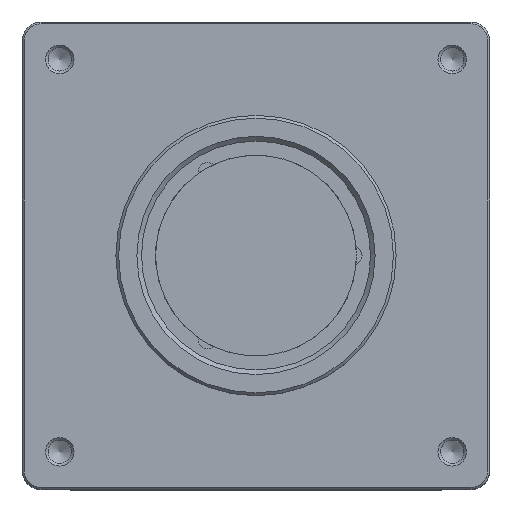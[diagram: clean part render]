
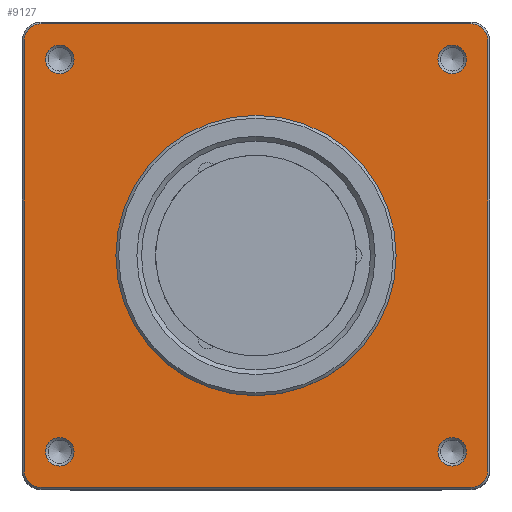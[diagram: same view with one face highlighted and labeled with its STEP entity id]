
A CAD part, top view. The second image highlights one B-rep face of the part: STEP entity #9127.
In plain terms, the highlighted planar face has unit normal (0, 0, 1).
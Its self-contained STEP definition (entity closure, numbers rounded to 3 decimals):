
#376 = EDGE_LOOP ( 'NONE', ( #15824 ) ) ;
#670 = EDGE_CURVE ( 'NONE', #99955, #78977, #92394, .T. ) ;
#1221 = AXIS2_PLACEMENT_3D ( 'NONE', #49179, #64505, #25306 ) ;
#2221 = ORIENTED_EDGE ( 'NONE', *, *, #13584, .F. ) ;
#5090 = CARTESIAN_POINT ( 'NONE',  ( 23., 24.8, 10. ) ) ;
#5584 = VERTEX_POINT ( 'NONE', #23949 ) ;
#5686 = LINE ( 'NONE', #45972, #103089 ) ;
#6001 = DIRECTION ( 'NONE',  ( 0., 0., 1. ) ) ;
#6683 = CARTESIAN_POINT ( 'NONE',  ( -23., 23., 10. ) ) ;
#7350 = DIRECTION ( 'NONE',  ( 1., 0., 0. ) ) ;
#7610 = DIRECTION ( 'NONE',  ( 0., 0., 1. ) ) ;
#7869 = CARTESIAN_POINT ( 'NONE',  ( 21., 21., 10. ) ) ;
#8285 = ORIENTED_EDGE ( 'NONE', *, *, #66200, .F. ) ;
#8933 = FACE_BOUND ( 'NONE', #68794, .T. ) ;
#9127 = ADVANCED_FACE ( 'NONE', ( #33253, #32195, #25811, #8933, #65549, #80925 ), #74519, .F. ) ;
#9802 = EDGE_LOOP ( 'NONE', ( #2221 ) ) ;
#12272 = CIRCLE ( 'NONE', #41164, 1.8 ) ;
#13075 = AXIS2_PLACEMENT_3D ( 'NONE', #39644, #41755, #73924 ) ;
#13584 = EDGE_CURVE ( 'NONE', #91655, #91655, #51891, .T. ) ;
#14771 = DIRECTION ( 'NONE',  ( 1., 0., 0. ) ) ;
#15235 = CIRCLE ( 'NONE', #74420, 1.525 ) ;
#15824 = ORIENTED_EDGE ( 'NONE', *, *, #51115, .F. ) ;
#16568 = CIRCLE ( 'NONE', #57212, 1.525 ) ;
#16571 = CARTESIAN_POINT ( 'NONE',  ( -23., -24.8, 10. ) ) ;
#17318 = DIRECTION ( 'NONE',  ( 0., 0., 1. ) ) ;
#18059 = DIRECTION ( 'NONE',  ( 0., 1., 0. ) ) ;
#20690 = CARTESIAN_POINT ( 'NONE',  ( -19.475, 21., 10. ) ) ;
#22433 = EDGE_CURVE ( 'NONE', #67867, #67867, #23953, .T. ) ;
#22528 = CARTESIAN_POINT ( 'NONE',  ( -21., 21., 10. ) ) ;
#22529 = DIRECTION ( 'NONE',  ( 0., 0., 1. ) ) ;
#22556 = DIRECTION ( 'NONE',  ( 0., -1., 0. ) ) ;
#23338 = ORIENTED_EDGE ( 'NONE', *, *, #670, .T. ) ;
#23569 = CARTESIAN_POINT ( 'NONE',  ( -23., 24.8, 10. ) ) ;
#23576 = DIRECTION ( 'NONE',  ( 0., 0., 1. ) ) ;
#23949 = CARTESIAN_POINT ( 'NONE',  ( -24.8, -23., 10. ) ) ;
#23953 = CIRCLE ( 'NONE', #84836, 1.525 ) ;
#24110 = VECTOR ( 'NONE', #18059, 1000. ) ;
#25098 = CARTESIAN_POINT ( 'NONE',  ( 23., -24.8, 10. ) ) ;
#25306 = DIRECTION ( 'NONE',  ( -1., 0., 0. ) ) ;
#25811 = FACE_BOUND ( 'NONE', #50462, .T. ) ;
#26430 = CARTESIAN_POINT ( 'NONE',  ( 22.525, -21., 10. ) ) ;
#26617 = CARTESIAN_POINT ( 'NONE',  ( -24.8, 23., 10. ) ) ;
#28439 = EDGE_CURVE ( 'NONE', #99167, #99955, #12272, .T. ) ;
#28817 = EDGE_LOOP ( 'NONE', ( #92271, #36169, #31712, #49997, #103037, #23338, #60887, #95673 ) ) ;
#29186 = VERTEX_POINT ( 'NONE', #25098 ) ;
#30452 = DIRECTION ( 'NONE',  ( 1., 0., 0. ) ) ;
#31712 = ORIENTED_EDGE ( 'NONE', *, *, #83695, .T. ) ;
#32195 = FACE_BOUND ( 'NONE', #376, .T. ) ;
#32740 = DIRECTION ( 'NONE',  ( 0., 0., 1. ) ) ;
#33253 = FACE_BOUND ( 'NONE', #45858, .T. ) ;
#33630 = LINE ( 'NONE', #89211, #44170 ) ;
#33803 = CARTESIAN_POINT ( 'NONE',  ( 23., 23., 10. ) ) ;
#36059 = CIRCLE ( 'NONE', #95158, 1.8 ) ;
#36169 = ORIENTED_EDGE ( 'NONE', *, *, #39911, .T. ) ;
#39346 = CIRCLE ( 'NONE', #46148, 1.8 ) ;
#39644 = CARTESIAN_POINT ( 'NONE',  ( -23., -23., 10. ) ) ;
#39911 = EDGE_CURVE ( 'NONE', #89414, #29186, #33630, .T. ) ;
#40795 = DIRECTION ( 'NONE',  ( -1., 0., 0. ) ) ;
#40870 = CARTESIAN_POINT ( 'NONE',  ( 22.525, 21., 10. ) ) ;
#41164 = AXIS2_PLACEMENT_3D ( 'NONE', #33803, #32740, #40795 ) ;
#41755 = DIRECTION ( 'NONE',  ( 0., 0., 1. ) ) ;
#43460 = AXIS2_PLACEMENT_3D ( 'NONE', #95027, #22529, #87109 ) ;
#44170 = VECTOR ( 'NONE', #65926, 1000. ) ;
#45449 = VERTEX_POINT ( 'NONE', #26617 ) ;
#45767 = DIRECTION ( 'NONE',  ( 1., 0., 0. ) ) ;
#45858 = EDGE_LOOP ( 'NONE', ( #76949 ) ) ;
#45972 = CARTESIAN_POINT ( 'NONE',  ( -24.8, 23., 10. ) ) ;
#46148 = AXIS2_PLACEMENT_3D ( 'NONE', #6683, #23576, #79680 ) ;
#46394 = CARTESIAN_POINT ( 'NONE',  ( -19.475, -21., 10. ) ) ;
#49179 = CARTESIAN_POINT ( 'NONE',  ( 23., 23., 10. ) ) ;
#49997 = ORIENTED_EDGE ( 'NONE', *, *, #71422, .T. ) ;
#50462 = EDGE_LOOP ( 'NONE', ( #8285 ) ) ;
#51115 = EDGE_CURVE ( 'NONE', #80493, #80493, #15235, .T. ) ;
#51891 = CIRCLE ( 'NONE', #43460, 15. ) ;
#53662 = CARTESIAN_POINT ( 'NONE',  ( -21., -21., 10. ) ) ;
#53914 = EDGE_CURVE ( 'NONE', #78977, #45449, #39346, .T. ) ;
#55363 = CIRCLE ( 'NONE', #13075, 1.8 ) ;
#55602 = DIRECTION ( 'NONE',  ( 0., 0., 1. ) ) ;
#57195 = EDGE_CURVE ( 'NONE', #5584, #89414, #55363, .T. ) ;
#57212 = AXIS2_PLACEMENT_3D ( 'NONE', #78854, #55602, #14771 ) ;
#58911 = CARTESIAN_POINT ( 'NONE',  ( -15., 0., 10. ) ) ;
#59625 = DIRECTION ( 'NONE',  ( -1., 0., 0. ) ) ;
#60887 = ORIENTED_EDGE ( 'NONE', *, *, #53914, .T. ) ;
#62092 = AXIS2_PLACEMENT_3D ( 'NONE', #53662, #6001, #45767 ) ;
#63546 = VECTOR ( 'NONE', #59625, 1000. ) ;
#63709 = CARTESIAN_POINT ( 'NONE',  ( 23., -23., 10. ) ) ;
#64228 = DIRECTION ( 'NONE',  ( -1., 0., 0. ) ) ;
#64505 = DIRECTION ( 'NONE',  ( 0., 0., -1. ) ) ;
#65549 = FACE_OUTER_BOUND ( 'NONE', #28817, .T. ) ;
#65926 = DIRECTION ( 'NONE',  ( 1., 0., 0. ) ) ;
#66200 = EDGE_CURVE ( 'NONE', #98949, #98949, #16568, .T. ) ;
#67867 = VERTEX_POINT ( 'NONE', #20690 ) ;
#68794 = EDGE_LOOP ( 'NONE', ( #77385 ) ) ;
#70728 = DIRECTION ( 'NONE',  ( 0., 0., 1. ) ) ;
#70896 = CARTESIAN_POINT ( 'NONE',  ( 23., 24.8, 10. ) ) ;
#71422 = EDGE_CURVE ( 'NONE', #102556, #99167, #74708, .T. ) ;
#73924 = DIRECTION ( 'NONE',  ( -1., 0., 0. ) ) ;
#74420 = AXIS2_PLACEMENT_3D ( 'NONE', #7869, #17318, #7350 ) ;
#74519 = PLANE ( 'NONE',  #1221 ) ;
#74708 = LINE ( 'NONE', #97998, #24110 ) ;
#76949 = ORIENTED_EDGE ( 'NONE', *, *, #22433, .F. ) ;
#77385 = ORIENTED_EDGE ( 'NONE', *, *, #102777, .F. ) ;
#78854 = CARTESIAN_POINT ( 'NONE',  ( 21., -21., 10. ) ) ;
#78977 = VERTEX_POINT ( 'NONE', #23569 ) ;
#79680 = DIRECTION ( 'NONE',  ( -1., 0., 0. ) ) ;
#80493 = VERTEX_POINT ( 'NONE', #40870 ) ;
#80685 = CIRCLE ( 'NONE', #62092, 1.525 ) ;
#80925 = FACE_BOUND ( 'NONE', #9802, .T. ) ;
#83695 = EDGE_CURVE ( 'NONE', #29186, #102556, #36059, .T. ) ;
#84836 = AXIS2_PLACEMENT_3D ( 'NONE', #22528, #70728, #30452 ) ;
#85825 = CARTESIAN_POINT ( 'NONE',  ( 24.8, -23., 10. ) ) ;
#86506 = VERTEX_POINT ( 'NONE', #46394 ) ;
#87109 = DIRECTION ( 'NONE',  ( -1., 0., 0. ) ) ;
#88397 = CARTESIAN_POINT ( 'NONE',  ( 24.8, 23., 10. ) ) ;
#89211 = CARTESIAN_POINT ( 'NONE',  ( 23., -24.8, 10. ) ) ;
#89414 = VERTEX_POINT ( 'NONE', #16571 ) ;
#90172 = EDGE_CURVE ( 'NONE', #45449, #5584, #5686, .T. ) ;
#91655 = VERTEX_POINT ( 'NONE', #58911 ) ;
#92271 = ORIENTED_EDGE ( 'NONE', *, *, #57195, .T. ) ;
#92394 = LINE ( 'NONE', #5090, #63546 ) ;
#95027 = CARTESIAN_POINT ( 'NONE',  ( 0., 0., 10. ) ) ;
#95158 = AXIS2_PLACEMENT_3D ( 'NONE', #63709, #7610, #64228 ) ;
#95673 = ORIENTED_EDGE ( 'NONE', *, *, #90172, .T. ) ;
#97998 = CARTESIAN_POINT ( 'NONE',  ( 24.8, 23., 10. ) ) ;
#98949 = VERTEX_POINT ( 'NONE', #26430 ) ;
#99167 = VERTEX_POINT ( 'NONE', #88397 ) ;
#99955 = VERTEX_POINT ( 'NONE', #70896 ) ;
#102556 = VERTEX_POINT ( 'NONE', #85825 ) ;
#102777 = EDGE_CURVE ( 'NONE', #86506, #86506, #80685, .T. ) ;
#103037 = ORIENTED_EDGE ( 'NONE', *, *, #28439, .T. ) ;
#103089 = VECTOR ( 'NONE', #22556, 1000. ) ;
